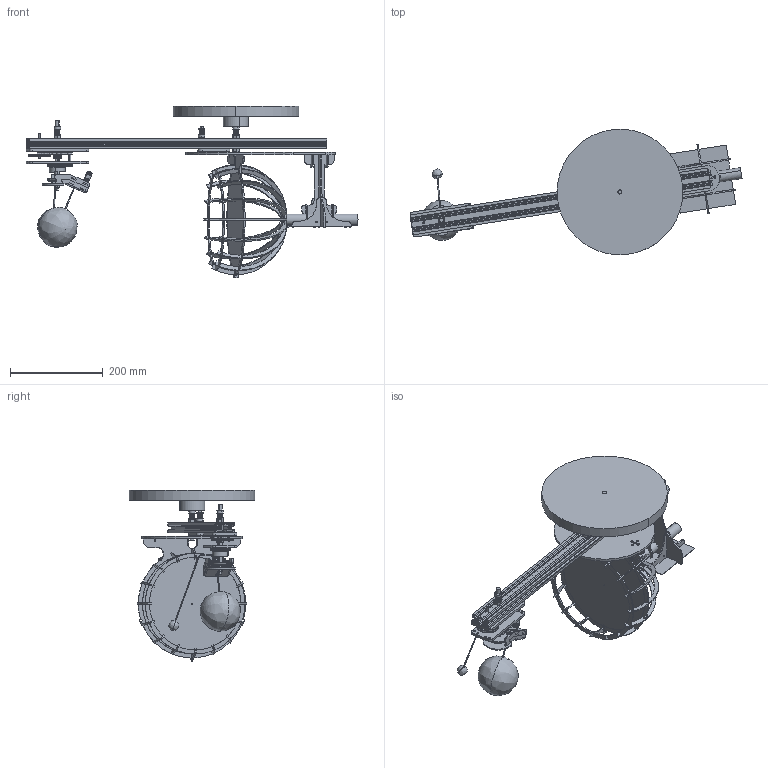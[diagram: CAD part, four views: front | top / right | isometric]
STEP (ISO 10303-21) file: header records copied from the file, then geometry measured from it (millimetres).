
FILE_DESCRIPTION(('FreeCAD Model'),'2;1');
FILE_NAME('Open CASCADE Shape Model','2025-05-03T13:34:57',('FreeCAD'),( 'FreeCAD'),'Open CASCADE STEP processor 7.6','FreeCAD','Unknown');
FILE_SCHEMA(('AUTOMOTIVE_DESIGN { 1 0 10303 214 1 1 1 1 }'));
Products named in the file (1): Open CASCADE STEP translator 7.6 1
Bounding box: 716.98 x 271.27 x 371.05 mm (x, y, z)
Volume: 2625600.2 mm3; surface area: 893152.2 mm2
Topology: 116 solids, 116 shells, 6000 faces, 17015 edges, 11265 vertices
Faces by surface type: bspline 6000
Entity records: 182695 total; most frequent: CARTESIAN_POINT 89069, ORIENTED_EDGE 34022, EDGE_CURVE 17011, VERTEX_POINT 11265, B_SPLINE_CURVE_WITH_KNOTS 9968, FACE_BOUND 6332, EDGE_LOOP 6332, ADVANCED_FACE 6000
